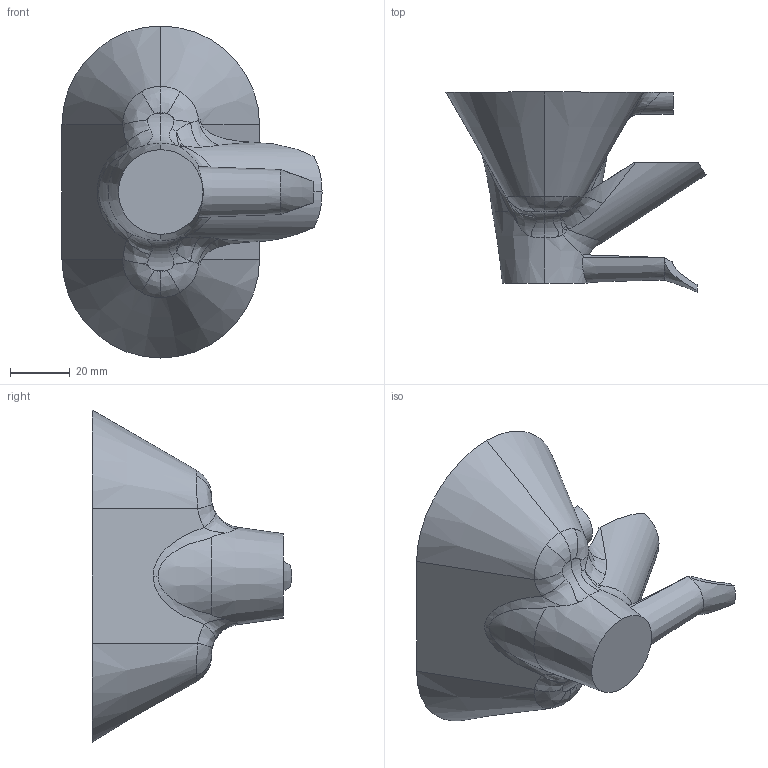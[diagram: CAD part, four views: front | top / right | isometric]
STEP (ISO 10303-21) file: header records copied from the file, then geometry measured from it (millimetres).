
FILE_DESCRIPTION (( 'STEP AP203' ), '1' );
FILE_NAME ('extraction.STEP', '2021-08-10T16:25:34', ( '' ), ( '' ), 'SwSTEP 2.0', 'SolidWorks 2021', '' );
FILE_SCHEMA (( 'CONFIG_CONTROL_DESIGN' ));
Length unit declared in the file: millimetre
Products named in the file (1): extraction
Bounding box: 87.11 x 66.89 x 111.19 mm (x, y, z)
Volume: 69055.7 mm3; surface area: 29998.1 mm2
Topology: 1 solids, 1 shells, 84 faces, 220 edges, 134 vertices
Faces by surface type: bspline 33, plane 20, cone 17, torus 8, cylinder 6
Entity records: 5263 total; most frequent: CARTESIAN_POINT 3472, ORIENTED_EDGE 432, DIRECTION 271, EDGE_CURVE 216, VERTEX_POINT 134, AXIS2_PLACEMENT_3D 116, B_SPLINE_CURVE_WITH_KNOTS 92, ADVANCED_FACE 84
